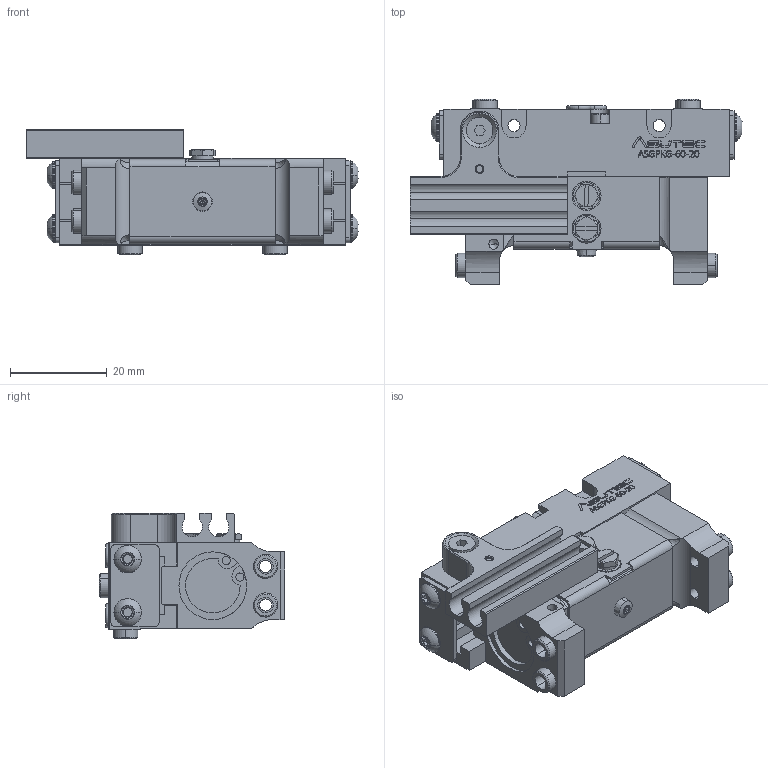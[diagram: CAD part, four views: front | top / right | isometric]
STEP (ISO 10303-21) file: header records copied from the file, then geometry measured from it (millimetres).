
FILE_DESCRIPTION (( 'STEP AP214' ), '1' );
FILE_NAME ('ASGPKG-60-20.STEP', '2025-06-25T12:30:59', ( '' ), ( '' ), 'SwSTEP 2.0', 'SolidWorks 2020', '' );
FILE_SCHEMA (( 'AUTOMOTIVE_DESIGN' ));
Length unit declared in the file: millimetre
Products named in the file (1): ASGPKG-60-20
Bounding box: 68.65 x 38.4 x 26 mm (x, y, z)
Volume: 27422 mm3; surface area: 20849.8 mm2
Topology: 6 solids, 20 shells, 1228 faces, 3099 edges, 1958 vertices
Faces by surface type: plane 462, cylinder 400, cone 167, bspline 137, torus 60, sphere 2
Entity records: 56942 total; most frequent: CARTESIAN_POINT 15900, ORIENTED_EDGE 6142, DIRECTION 5596, EDGE_CURVE 3071, AXIS2_PLACEMENT_3D 2010, VERTEX_POINT 1958, LINE 1576, VECTOR 1576
